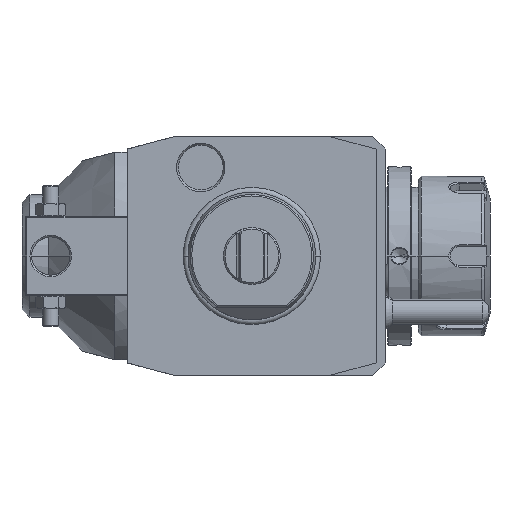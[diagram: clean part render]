
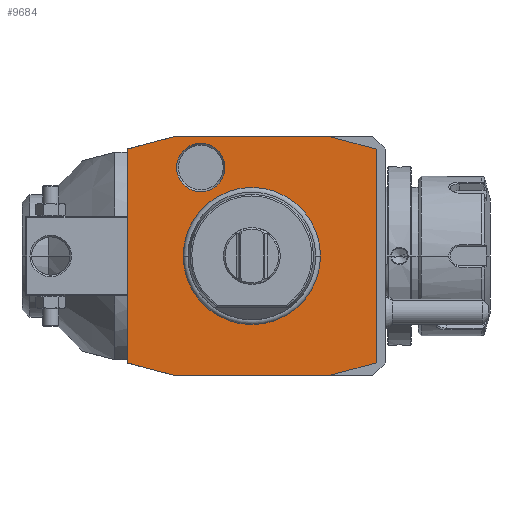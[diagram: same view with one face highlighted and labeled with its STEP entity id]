
A CAD part, front view. The second image highlights one B-rep face of the part: STEP entity #9684.
In plain terms, the highlighted planar face has unit normal (0, -1, 0).
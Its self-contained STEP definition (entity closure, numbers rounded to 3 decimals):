
#1=DIRECTION('',(0.966,0.,-0.259));
#2=VECTOR('',#1,15.529);
#3=CARTESIAN_POINT('',(-39.,0.,-33.481));
#4=LINE('',#3,#2);
#5=DIRECTION('',(0.,0.,-1.));
#6=VECTOR('',#5,66.962);
#7=CARTESIAN_POINT('',(-39.,0.,33.481));
#8=LINE('',#7,#6);
#9=DIRECTION('',(-0.966,0.,-0.259));
#10=VECTOR('',#9,15.529);
#11=CARTESIAN_POINT('',(-24.,0.,37.5));
#12=LINE('',#11,#10);
#13=DIRECTION('',(-1.,0.,0.));
#14=VECTOR('',#13,48.);
#15=CARTESIAN_POINT('',(24.,0.,37.5));
#16=LINE('',#15,#14);
#17=DIRECTION('',(-0.966,0.,0.259));
#18=VECTOR('',#17,15.529);
#19=CARTESIAN_POINT('',(39.,0.,33.481));
#20=LINE('',#19,#18);
#21=DIRECTION('',(0.,0.,1.));
#22=VECTOR('',#21,66.962);
#23=CARTESIAN_POINT('',(39.,0.,-33.481));
#24=LINE('',#23,#22);
#25=DIRECTION('',(0.966,0.,0.259));
#26=VECTOR('',#25,15.529);
#27=CARTESIAN_POINT('',(24.,0.,-37.5));
#28=LINE('',#27,#26);
#29=DIRECTION('',(1.,0.,0.));
#30=VECTOR('',#29,48.);
#31=CARTESIAN_POINT('',(-24.,0.,-37.5));
#32=LINE('',#31,#30);
#33=CARTESIAN_POINT('',(-16.,0.,27.713));
#34=DIRECTION('',(0.,1.,0.));
#35=DIRECTION('',(-1.,0.,0.));
#36=AXIS2_PLACEMENT_3D('',#33,#34,#35);
#38=CARTESIAN_POINT('',(-16.,0.,27.713));
#39=DIRECTION('',(0.,1.,0.));
#40=DIRECTION('',(1.,0.,0.));
#41=AXIS2_PLACEMENT_3D('',#38,#39,#40);
#7160=CARTESIAN_POINT('',(0.,0.,0.));
#7161=DIRECTION('',(0.,-1.,0.));
#7162=DIRECTION('',(1.,0.,0.));
#7163=AXIS2_PLACEMENT_3D('',#7160,#7161,#7162);
#7165=CARTESIAN_POINT('',(0.,0.,0.));
#7166=DIRECTION('',(0.,-1.,0.));
#7167=DIRECTION('',(-1.,0.,0.));
#7168=AXIS2_PLACEMENT_3D('',#7165,#7166,#7167);
#8715=CARTESIAN_POINT('',(-23.577,0.,
27.713));
#8716=CARTESIAN_POINT('',(-8.423,0.,
27.713));
#8717=VERTEX_POINT('',#8715);
#8718=VERTEX_POINT('',#8716);
#9466=CARTESIAN_POINT('',(-39.,0.,-33.481));
#9467=CARTESIAN_POINT('',(-24.,0.,-37.5));
#9468=VERTEX_POINT('',#9466);
#9469=VERTEX_POINT('',#9467);
#9470=CARTESIAN_POINT('',(24.,0.,-37.5));
#9471=VERTEX_POINT('',#9470);
#9472=CARTESIAN_POINT('',(39.,0.,-33.481));
#9473=VERTEX_POINT('',#9472);
#9474=CARTESIAN_POINT('',(39.,0.,33.481));
#9475=VERTEX_POINT('',#9474);
#9476=CARTESIAN_POINT('',(24.,0.,37.5));
#9477=VERTEX_POINT('',#9476);
#9478=CARTESIAN_POINT('',(-24.,0.,37.5));
#9479=VERTEX_POINT('',#9478);
#9480=CARTESIAN_POINT('',(-39.,0.,33.481));
#9481=VERTEX_POINT('',#9480);
#9517=CARTESIAN_POINT('',(21.137,0.,0.));
#9518=CARTESIAN_POINT('',(-21.137,0.,0.));
#9519=VERTEX_POINT('',#9517);
#9520=VERTEX_POINT('',#9518);
#9649=CARTESIAN_POINT('',(0.,0.,0.));
#9650=DIRECTION('',(0.,-1.,0.));
#9651=DIRECTION('',(-1.,0.,0.));
#9652=AXIS2_PLACEMENT_3D('',#9649,#9650,#9651);
#9653=PLANE('',#9652);
#9655=ORIENTED_EDGE('',*,*,#9654,.F.);
#9657=ORIENTED_EDGE('',*,*,#9656,.F.);
#9659=ORIENTED_EDGE('',*,*,#9658,.F.);
#9661=ORIENTED_EDGE('',*,*,#9660,.F.);
#9663=ORIENTED_EDGE('',*,*,#9662,.F.);
#9665=ORIENTED_EDGE('',*,*,#9664,.F.);
#9667=ORIENTED_EDGE('',*,*,#9666,.F.);
#9669=ORIENTED_EDGE('',*,*,#9668,.F.);
#9670=EDGE_LOOP('',(#9655,#9657,#9659,#9661,#9663,#9665,#9667,#9669));
#9671=FACE_OUTER_BOUND('',#9670,.F.);
#9673=ORIENTED_EDGE('',*,*,#9672,.T.);
#9675=ORIENTED_EDGE('',*,*,#9674,.T.);
#9676=EDGE_LOOP('',(#9673,#9675));
#9677=FACE_BOUND('',#9676,.F.);
#9679=ORIENTED_EDGE('',*,*,#9678,.F.);
#9681=ORIENTED_EDGE('',*,*,#9680,.F.);
#9682=EDGE_LOOP('',(#9679,#9681));
#9683=FACE_BOUND('',#9682,.F.);
#37=CIRCLE('',#36,7.577);
#42=CIRCLE('',#41,7.577);
#7164=CIRCLE('',#7163,21.137);
#7169=CIRCLE('',#7168,21.137);
#9654=EDGE_CURVE('',#9468,#9469,#4,.T.);
#9656=EDGE_CURVE('',#9481,#9468,#8,.T.);
#9658=EDGE_CURVE('',#9479,#9481,#12,.T.);
#9660=EDGE_CURVE('',#9477,#9479,#16,.T.);
#9662=EDGE_CURVE('',#9475,#9477,#20,.T.);
#9664=EDGE_CURVE('',#9473,#9475,#24,.T.);
#9666=EDGE_CURVE('',#9471,#9473,#28,.T.);
#9668=EDGE_CURVE('',#9469,#9471,#32,.T.);
#9672=EDGE_CURVE('',#9519,#9520,#7164,.T.);
#9674=EDGE_CURVE('',#9520,#9519,#7169,.T.);
#9678=EDGE_CURVE('',#8717,#8718,#37,.T.);
#9680=EDGE_CURVE('',#8718,#8717,#42,.T.);
#9684=ADVANCED_FACE('',(#9671,#9677,#9683),#9653,.T.);
